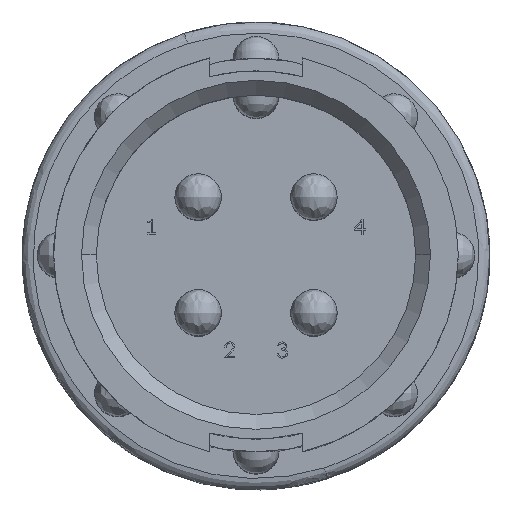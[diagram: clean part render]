
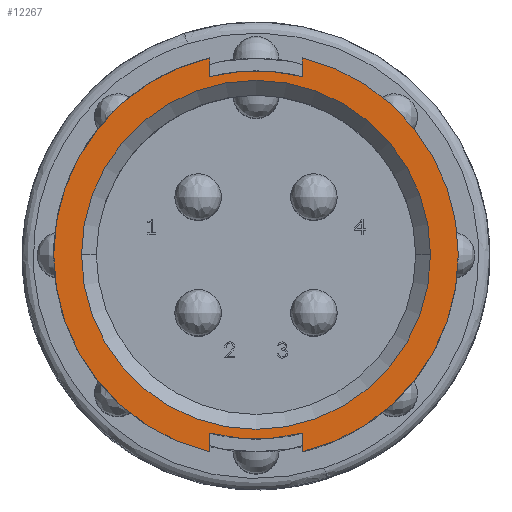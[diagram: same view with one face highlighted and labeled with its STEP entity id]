
A CAD part, top view. The second image highlights one B-rep face of the part: STEP entity #12267.
In plain terms, the highlighted planar face has unit normal (0, 0, 1).
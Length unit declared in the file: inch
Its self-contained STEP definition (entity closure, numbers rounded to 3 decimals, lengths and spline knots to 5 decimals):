
#145 = CIRCLE ( 'NONE', #5975, 0.235 ) ;
#243 = CARTESIAN_POINT ( 'NONE',  ( 0., 0., 0.93 ) ) ;
#804 = AXIS2_PLACEMENT_3D ( 'NONE', #1942, #12407, #3443 ) ;
#986 = VERTEX_POINT ( 'NONE', #8445 ) ;
#1024 = CARTESIAN_POINT ( 'NONE',  ( -0.0625, 0.24003, 0.93 ) ) ;
#1178 = LINE ( 'NONE', #15942, #16144 ) ;
#1217 = ORIENTED_EDGE ( 'NONE', *, *, #19009, .T. ) ;
#1503 = ORIENTED_EDGE ( 'NONE', *, *, #1816, .T. ) ;
#1631 = CARTESIAN_POINT ( 'NONE',  ( 0.0625, 0.26524, 0.93 ) ) ;
#1748 = DIRECTION ( 'NONE',  ( 1., 0., 0. ) ) ;
#1760 = CARTESIAN_POINT ( 'NONE',  ( 0., 0., 0.93 ) ) ;
#1816 = EDGE_CURVE ( 'NONE', #7466, #18859, #17374, .T. ) ;
#1878 = CARTESIAN_POINT ( 'NONE',  ( 0.0625, 0., 0.93 ) ) ;
#1942 = CARTESIAN_POINT ( 'NONE',  ( 0., 0., 0.93 ) ) ;
#2378 = EDGE_CURVE ( 'NONE', #18859, #2433, #9637, .T. ) ;
#2426 = AXIS2_PLACEMENT_3D ( 'NONE', #4222, #17671, #8736 ) ;
#2433 = VERTEX_POINT ( 'NONE', #2726 ) ;
#2552 = ORIENTED_EDGE ( 'NONE', *, *, #8642, .T. ) ;
#2671 = CIRCLE ( 'NONE', #14057, 0.2725 ) ;
#2696 = CARTESIAN_POINT ( 'NONE',  ( 0., 0., 0.93 ) ) ;
#2726 = CARTESIAN_POINT ( 'NONE',  ( -0.0625, -0.26524, 0.93 ) ) ;
#3187 = CARTESIAN_POINT ( 'NONE',  ( -0.0625, 0., 0.93 ) ) ;
#3268 = DIRECTION ( 'NONE',  ( 1., 0., 0. ) ) ;
#3443 = DIRECTION ( 'NONE',  ( 1., 0., 0. ) ) ;
#3992 = CARTESIAN_POINT ( 'NONE',  ( -0.0625, -0.23948, 0.93 ) ) ;
#4216 = DIRECTION ( 'NONE',  ( 1., 0., 0. ) ) ;
#4222 = CARTESIAN_POINT ( 'NONE',  ( 0., 0., 0.93 ) ) ;
#4710 = DIRECTION ( 'NONE',  ( 0., 1., 0. ) ) ;
#5242 = AXIS2_PLACEMENT_3D ( 'NONE', #15076, #6152, #16595 ) ;
#5277 = EDGE_CURVE ( 'NONE', #13508, #16346, #145, .T. ) ;
#5700 = CARTESIAN_POINT ( 'NONE',  ( 0., 0., 0.93 ) ) ;
#5940 = DIRECTION ( 'NONE',  ( 0., 0., 1. ) ) ;
#5975 = AXIS2_PLACEMENT_3D ( 'NONE', #243, #10711, #1748 ) ;
#6152 = DIRECTION ( 'NONE',  ( 0., 0., -1. ) ) ;
#6169 = ORIENTED_EDGE ( 'NONE', *, *, #13512, .T. ) ;
#7122 = EDGE_CURVE ( 'NONE', #15128, #986, #14398, .T. ) ;
#7134 = DIRECTION ( 'NONE',  ( 0., -1., 0. ) ) ;
#7197 = DIRECTION ( 'NONE',  ( 1., 0., 0. ) ) ;
#7466 = VERTEX_POINT ( 'NONE', #1024 ) ;
#7860 = AXIS2_PLACEMENT_3D ( 'NONE', #5700, #16140, #7197 ) ;
#8445 = CARTESIAN_POINT ( 'NONE',  ( 0.0625, 0.24003, 0.93 ) ) ;
#8642 = EDGE_CURVE ( 'NONE', #17852, #15128, #2671, .T. ) ;
#8655 = VERTEX_POINT ( 'NONE', #18934 ) ;
#8675 = PLANE ( 'NONE',  #2426 ) ;
#8689 = FACE_OUTER_BOUND ( 'NONE', #17060, .T. ) ;
#8736 = DIRECTION ( 'NONE',  ( 1., 0., 0. ) ) ;
#8907 = ORIENTED_EDGE ( 'NONE', *, *, #16883, .F. ) ;
#9187 = CARTESIAN_POINT ( 'NONE',  ( 0.0625, -0.26524, 0.93 ) ) ;
#9279 = ORIENTED_EDGE ( 'NONE', *, *, #16633, .F. ) ;
#9410 = CARTESIAN_POINT ( 'NONE',  ( -0.235, 0., 0.93 ) ) ;
#9637 = CIRCLE ( 'NONE', #7860, 0.2725 ) ;
#10711 = DIRECTION ( 'NONE',  ( 0., 0., -1. ) ) ;
#10898 = VECTOR ( 'NONE', #12330, 39.37008 ) ;
#11198 = CIRCLE ( 'NONE', #5242, 0.235 ) ;
#11237 = CIRCLE ( 'NONE', #14196, 0.24803 ) ;
#11582 = ORIENTED_EDGE ( 'NONE', *, *, #18654, .T. ) ;
#11626 = CARTESIAN_POINT ( 'NONE',  ( 0.2725, 0., 0.93 ) ) ;
#11991 = EDGE_CURVE ( 'NONE', #15698, #17852, #18976, .T. ) ;
#12002 = VERTEX_POINT ( 'NONE', #16716 ) ;
#12222 = DIRECTION ( 'NONE',  ( 0., 0., -1. ) ) ;
#12267 = ADVANCED_FACE ( 'NONE', ( #12676, #8689 ), #8675, .T. ) ;
#12330 = DIRECTION ( 'NONE',  ( 0., -1., 0. ) ) ;
#12407 = DIRECTION ( 'NONE',  ( 0., 0., 1. ) ) ;
#12676 = FACE_BOUND ( 'NONE', #13072, .T. ) ;
#12862 = CIRCLE ( 'NONE', #16091, 0.24803 ) ;
#12938 = CARTESIAN_POINT ( 'NONE',  ( 0.235, 0., 0.93 ) ) ;
#13072 = EDGE_LOOP ( 'NONE', ( #14444, #11582 ) ) ;
#13163 = DIRECTION ( 'NONE',  ( 0., 0., -1. ) ) ;
#13285 = ORIENTED_EDGE ( 'NONE', *, *, #11991, .T. ) ;
#13385 = VECTOR ( 'NONE', #4710, 39.37008 ) ;
#13401 = VECTOR ( 'NONE', #14424, 39.37008 ) ;
#13508 = VERTEX_POINT ( 'NONE', #12938 ) ;
#13512 = EDGE_CURVE ( 'NONE', #8655, #15698, #1178, .T. ) ;
#13963 = ORIENTED_EDGE ( 'NONE', *, *, #2378, .T. ) ;
#14057 = AXIS2_PLACEMENT_3D ( 'NONE', #14866, #5940, #16379 ) ;
#14177 = CARTESIAN_POINT ( 'NONE',  ( -0.0625, 0.26524, 0.93 ) ) ;
#14196 = AXIS2_PLACEMENT_3D ( 'NONE', #2696, #13163, #4216 ) ;
#14398 = LINE ( 'NONE', #1878, #10898 ) ;
#14424 = DIRECTION ( 'NONE',  ( 0., 1., 0. ) ) ;
#14444 = ORIENTED_EDGE ( 'NONE', *, *, #5277, .T. ) ;
#14866 = CARTESIAN_POINT ( 'NONE',  ( 0., 0., 0.93 ) ) ;
#15076 = CARTESIAN_POINT ( 'NONE',  ( 0., 0., 0.93 ) ) ;
#15128 = VERTEX_POINT ( 'NONE', #1631 ) ;
#15698 = VERTEX_POINT ( 'NONE', #9187 ) ;
#15942 = CARTESIAN_POINT ( 'NONE',  ( 0.0625, 0., 0.93 ) ) ;
#16091 = AXIS2_PLACEMENT_3D ( 'NONE', #1760, #12222, #3268 ) ;
#16140 = DIRECTION ( 'NONE',  ( 0., 0., 1. ) ) ;
#16144 = VECTOR ( 'NONE', #7134, 39.37008 ) ;
#16346 = VERTEX_POINT ( 'NONE', #9410 ) ;
#16379 = DIRECTION ( 'NONE',  ( 1., 0., 0. ) ) ;
#16595 = DIRECTION ( 'NONE',  ( 1., 0., 0. ) ) ;
#16633 = EDGE_CURVE ( 'NONE', #8655, #12002, #11237, .T. ) ;
#16716 = CARTESIAN_POINT ( 'NONE',  ( -0.0625, -0.24003, 0.93 ) ) ;
#16883 = EDGE_CURVE ( 'NONE', #7466, #986, #12862, .T. ) ;
#17060 = EDGE_LOOP ( 'NONE', ( #6169, #13285, #2552, #17628, #8907, #1503, #13963, #1217, #9279 ) ) ;
#17374 = LINE ( 'NONE', #3187, #13385 ) ;
#17396 = LINE ( 'NONE', #3992, #13401 ) ;
#17628 = ORIENTED_EDGE ( 'NONE', *, *, #7122, .T. ) ;
#17671 = DIRECTION ( 'NONE',  ( 0., 0., 1. ) ) ;
#17852 = VERTEX_POINT ( 'NONE', #11626 ) ;
#18654 = EDGE_CURVE ( 'NONE', #16346, #13508, #11198, .T. ) ;
#18859 = VERTEX_POINT ( 'NONE', #14177 ) ;
#18934 = CARTESIAN_POINT ( 'NONE',  ( 0.0625, -0.24003, 0.93 ) ) ;
#18976 = CIRCLE ( 'NONE', #804, 0.2725 ) ;
#19009 = EDGE_CURVE ( 'NONE', #2433, #12002, #17396, .T. ) ;
